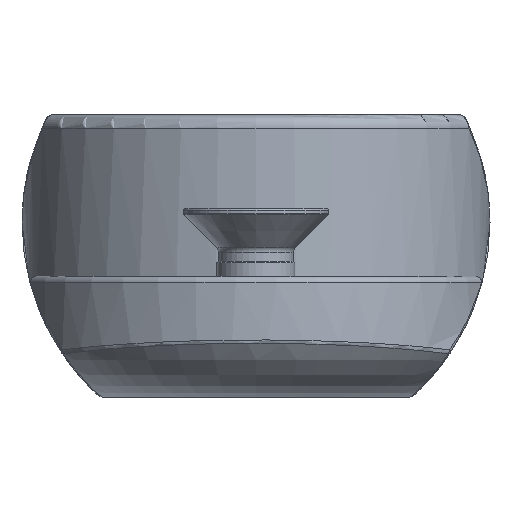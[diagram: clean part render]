
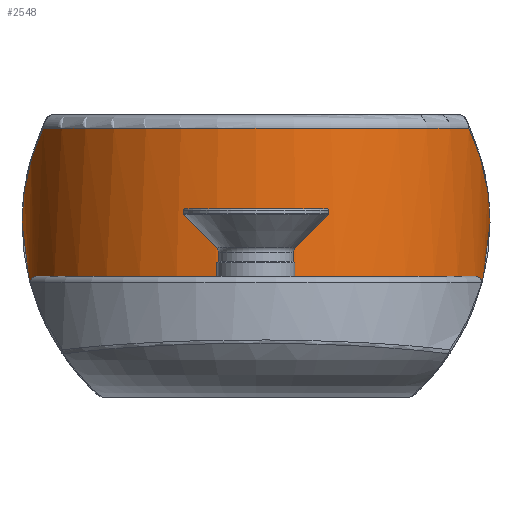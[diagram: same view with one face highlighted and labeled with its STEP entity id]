
A CAD part, front view. The second image highlights one B-rep face of the part: STEP entity #2548.
In plain terms, the highlighted cylindrical face has radius 17.4 mm (diameter 34.8 mm), a partial arc.
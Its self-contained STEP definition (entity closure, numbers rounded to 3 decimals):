
#286=CYLINDRICAL_SURFACE('',#2791,17.4);
#320=B_SPLINE_CURVE_WITH_KNOTS('',3,(#3809,#3810,#3811,#3812,#3813,#3814),
 .UNSPECIFIED.,.F.,.F.,(4,2,4),(1.495,2.06,2.062),
 .UNSPECIFIED.);
#323=B_SPLINE_CURVE_WITH_KNOTS('',3,(#3842,#3843,#3844,#3845),
 .UNSPECIFIED.,.F.,.F.,(4,4),(1.432,1.495),
 .UNSPECIFIED.);
#330=B_SPLINE_CURVE_WITH_KNOTS('',3,(#4042,#4043,#4044,#4045,#4046,#4047,
#4048,#4049,#4050,#4051),.UNSPECIFIED.,.F.,.F.,(4,2,2,2,4),(-0.169,
-0.04,-0.012,-0.006,-0.005),
 .UNSPECIFIED.);
#332=B_SPLINE_CURVE_WITH_KNOTS('',3,(#4128,#4129,#4130,#4131,#4132,#4133),
 .UNSPECIFIED.,.F.,.F.,(4,2,4),(-0.002,0.,0.565),
 .UNSPECIFIED.);
#333=B_SPLINE_CURVE_WITH_KNOTS('',3,(#4135,#4136,#4137,#4138),
 .UNSPECIFIED.,.F.,.F.,(4,4),(0.565,0.629),
 .UNSPECIFIED.);
#335=B_SPLINE_CURVE_WITH_KNOTS('',3,(#4159,#4160,#4161,#4162,#4163,#4164,
#4165,#4166,#4167,#4168),.UNSPECIFIED.,.F.,.F.,(4,2,2,2,4),(-0.615,
-0.614,-0.608,-0.58,-0.452),
 .UNSPECIFIED.);
#344=B_SPLINE_CURVE_WITH_KNOTS('',3,(#4473,#4474,#4475,#4476,#4477,#4478),
 .UNSPECIFIED.,.F.,.F.,(4,2,4),(0.,0.999,1.002),
 .UNSPECIFIED.);
#362=B_SPLINE_CURVE_WITH_KNOTS('',3,(#4856,#4857,#4858,#4859,#4860,#4861),
 .UNSPECIFIED.,.F.,.F.,(4,2,4),(-0.003,0.,0.999),
 .UNSPECIFIED.);
#569=FACE_OUTER_BOUND('',#736,.T.);
#736=EDGE_LOOP('',(#1979,#1980,#1981,#1982,#1983,#1984,#1985,#1986,#1987,
#1988));
#910=CIRCLE('',#2786,17.4);
#911=CIRCLE('',#2788,17.4);
#1025=VERTEX_POINT('',#3807);
#1026=VERTEX_POINT('',#3808);
#1028=VERTEX_POINT('',#3822);
#1043=VERTEX_POINT('',#4040);
#1048=VERTEX_POINT('',#4120);
#1049=VERTEX_POINT('',#4127);
#1050=VERTEX_POINT('',#4134);
#1051=VERTEX_POINT('',#4156);
#1062=VERTEX_POINT('',#4420);
#1076=VERTEX_POINT('',#4847);
#1273=EDGE_CURVE('',#1025,#1026,#320,.T.);
#1276=EDGE_CURVE('',#1028,#1025,#323,.T.);
#1299=EDGE_CURVE('',#1043,#1028,#330,.T.);
#1308=EDGE_CURVE('',#1048,#1049,#332,.T.);
#1309=EDGE_CURVE('',#1049,#1050,#333,.T.);
#1313=EDGE_CURVE('',#1050,#1051,#335,.T.);
#1334=EDGE_CURVE('',#1062,#1048,#344,.T.);
#1363=EDGE_CURVE('',#1026,#1076,#362,.T.);
#1426=EDGE_CURVE('',#1076,#1062,#910,.T.);
#1427=EDGE_CURVE('',#1043,#1051,#911,.T.);
#1979=ORIENTED_EDGE('',*,*,#1334,.F.);
#1980=ORIENTED_EDGE('',*,*,#1426,.F.);
#1981=ORIENTED_EDGE('',*,*,#1363,.F.);
#1982=ORIENTED_EDGE('',*,*,#1273,.F.);
#1983=ORIENTED_EDGE('',*,*,#1276,.F.);
#1984=ORIENTED_EDGE('',*,*,#1299,.F.);
#1985=ORIENTED_EDGE('',*,*,#1427,.T.);
#1986=ORIENTED_EDGE('',*,*,#1313,.F.);
#1987=ORIENTED_EDGE('',*,*,#1309,.F.);
#1988=ORIENTED_EDGE('',*,*,#1308,.F.);
#2548=ADVANCED_FACE('',(#569),#286,.T.);
#2786=AXIS2_PLACEMENT_3D('',#5292,#3271,#3272);
#2788=AXIS2_PLACEMENT_3D('',#5294,#3275,#3276);
#2791=AXIS2_PLACEMENT_3D('',#5297,#3281,#3282);
#3271=DIRECTION('center_axis',(0.,0.,1.));
#3272=DIRECTION('ref_axis',(1.,0.,0.));
#3275=DIRECTION('center_axis',(0.,0.,1.));
#3276=DIRECTION('ref_axis',(1.,0.,0.));
#3281=DIRECTION('center_axis',(0.,0.,1.));
#3282=DIRECTION('ref_axis',(0.,-1.,0.));
#3807=CARTESIAN_POINT('',(-16.906,-4.118,0.));
#3808=CARTESIAN_POINT('',(-17.4,0.,4.));
#3809=CARTESIAN_POINT('Ctrl Pts',(-16.906,-4.118,0.));
#3810=CARTESIAN_POINT('Ctrl Pts',(-17.237,-2.758,1.321));
#3811=CARTESIAN_POINT('Ctrl Pts',(-17.399,-1.386,2.653));
#3812=CARTESIAN_POINT('Ctrl Pts',(-17.4,-0.011,
3.99));
#3813=CARTESIAN_POINT('Ctrl Pts',(-17.4,-0.005,3.995));
#3814=CARTESIAN_POINT('Ctrl Pts',(-17.4,0.,4.));
#3822=CARTESIAN_POINT('',(-16.787,-4.578,-0.446));
#3842=CARTESIAN_POINT('Ctrl Pts',(-16.787,-4.578,-0.446));
#3843=CARTESIAN_POINT('Ctrl Pts',(-16.829,-4.425,-0.298));
#3844=CARTESIAN_POINT('Ctrl Pts',(-16.868,-4.272,-0.149));
#3845=CARTESIAN_POINT('Ctrl Pts',(-16.906,-4.118,0.));
#4040=CARTESIAN_POINT('',(-16.29,-6.116,0.));
#4042=CARTESIAN_POINT('Ctrl Pts',(-16.29,-6.116,0.));
#4043=CARTESIAN_POINT('Ctrl Pts',(-16.44,-5.716,0.));
#4044=CARTESIAN_POINT('Ctrl Pts',(-16.599,-5.233,-0.059));
#4045=CARTESIAN_POINT('Ctrl Pts',(-16.733,-4.773,-0.264));
#4046=CARTESIAN_POINT('Ctrl Pts',(-16.76,-4.677,-0.315));
#4047=CARTESIAN_POINT('Ctrl Pts',(-16.78,-4.604,-0.4));
#4048=CARTESIAN_POINT('Ctrl Pts',(-16.784,-4.591,-0.418));
#4049=CARTESIAN_POINT('Ctrl Pts',(-16.786,-4.58,-0.441));
#4050=CARTESIAN_POINT('Ctrl Pts',(-16.787,-4.579,-0.444));
#4051=CARTESIAN_POINT('Ctrl Pts',(-16.787,-4.578,-0.446));
#4120=CARTESIAN_POINT('',(17.4,0.,4.));
#4127=CARTESIAN_POINT('',(16.906,-4.118,0.));
#4128=CARTESIAN_POINT('Ctrl Pts',(17.4,0.,4.));
#4129=CARTESIAN_POINT('Ctrl Pts',(17.4,-0.005,3.995));
#4130=CARTESIAN_POINT('Ctrl Pts',(17.4,-0.011,
3.99));
#4131=CARTESIAN_POINT('Ctrl Pts',(17.399,-1.386,2.653));
#4132=CARTESIAN_POINT('Ctrl Pts',(17.237,-2.758,1.321));
#4133=CARTESIAN_POINT('Ctrl Pts',(16.906,-4.118,0.));
#4134=CARTESIAN_POINT('',(16.787,-4.578,-0.446));
#4135=CARTESIAN_POINT('Ctrl Pts',(16.906,-4.118,0.));
#4136=CARTESIAN_POINT('Ctrl Pts',(16.868,-4.272,-0.149));
#4137=CARTESIAN_POINT('Ctrl Pts',(16.829,-4.425,-0.298));
#4138=CARTESIAN_POINT('Ctrl Pts',(16.787,-4.578,-0.446));
#4156=CARTESIAN_POINT('',(16.29,-6.116,0.));
#4159=CARTESIAN_POINT('Ctrl Pts',(16.787,-4.578,-0.446));
#4160=CARTESIAN_POINT('Ctrl Pts',(16.787,-4.579,-0.444));
#4161=CARTESIAN_POINT('Ctrl Pts',(16.786,-4.58,-0.441));
#4162=CARTESIAN_POINT('Ctrl Pts',(16.784,-4.591,-0.418));
#4163=CARTESIAN_POINT('Ctrl Pts',(16.78,-4.604,-0.4));
#4164=CARTESIAN_POINT('Ctrl Pts',(16.76,-4.677,-0.315));
#4165=CARTESIAN_POINT('Ctrl Pts',(16.733,-4.773,-0.264));
#4166=CARTESIAN_POINT('Ctrl Pts',(16.599,-5.233,-0.059));
#4167=CARTESIAN_POINT('Ctrl Pts',(16.44,-5.716,0.));
#4168=CARTESIAN_POINT('Ctrl Pts',(16.29,-6.116,0.));
#4420=CARTESIAN_POINT('',(15.837,-7.207,11.));
#4473=CARTESIAN_POINT('Ctrl Pts',(15.837,-7.207,11.));
#4474=CARTESIAN_POINT('Ctrl Pts',(16.887,-4.899,8.758));
#4475=CARTESIAN_POINT('Ctrl Pts',(17.397,-2.443,6.373));
#4476=CARTESIAN_POINT('Ctrl Pts',(17.4,-0.012,
4.012));
#4477=CARTESIAN_POINT('Ctrl Pts',(17.4,-0.006,4.006));
#4478=CARTESIAN_POINT('Ctrl Pts',(17.4,0.,4.));
#4847=CARTESIAN_POINT('',(-15.837,-7.207,11.));
#4856=CARTESIAN_POINT('Ctrl Pts',(-17.4,0.,4.));
#4857=CARTESIAN_POINT('Ctrl Pts',(-17.4,-0.006,4.006));
#4858=CARTESIAN_POINT('Ctrl Pts',(-17.4,-0.012,
4.012));
#4859=CARTESIAN_POINT('Ctrl Pts',(-17.397,-2.443,6.373));
#4860=CARTESIAN_POINT('Ctrl Pts',(-16.887,-4.899,8.758));
#4861=CARTESIAN_POINT('Ctrl Pts',(-15.837,-7.207,11.));
#5292=CARTESIAN_POINT('Origin',(0.,0.,11.));
#5294=CARTESIAN_POINT('Origin',(0.,0.,0.));
#5297=CARTESIAN_POINT('Origin',(0.,0.,5.5));
